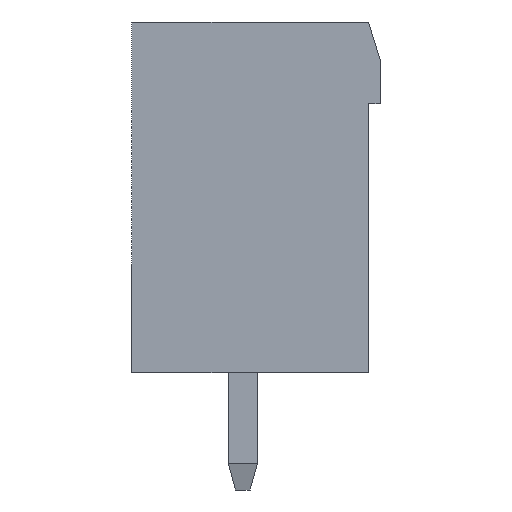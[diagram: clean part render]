
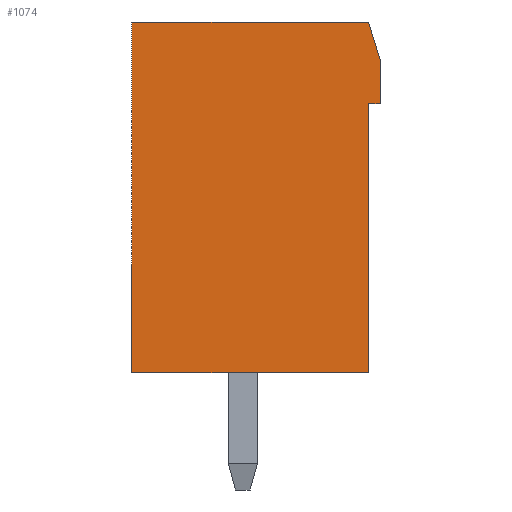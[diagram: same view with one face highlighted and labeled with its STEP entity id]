
A CAD part, left-side view. The second image highlights one B-rep face of the part: STEP entity #1074.
In plain terms, the highlighted planar face has unit normal (-1, 0, 0).
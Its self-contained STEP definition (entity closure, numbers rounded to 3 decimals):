
#1074 = ADVANCED_FACE( '', ( #2311 ), #2312, .T. );
#2311 = FACE_OUTER_BOUND( '', #3751, .T. );
#2312 = PLANE( '', #3752 );
#3751 = EDGE_LOOP( '', ( #6487, #6488, #6489, #6490, #6491, #6492, #6493 ) );
#3752 = AXIS2_PLACEMENT_3D( '', #6494, #6495, #6496 );
#6487 = ORIENTED_EDGE( '', *, *, #9984, .T. );
#6488 = ORIENTED_EDGE( '', *, *, #9985, .T. );
#6489 = ORIENTED_EDGE( '', *, *, #9986, .T. );
#6490 = ORIENTED_EDGE( '', *, *, #9601, .T. );
#6491 = ORIENTED_EDGE( '', *, *, #9987, .T. );
#6492 = ORIENTED_EDGE( '', *, *, #9988, .T. );
#6493 = ORIENTED_EDGE( '', *, *, #9989, .T. );
#6494 = CARTESIAN_POINT( '', ( -34.02, 0., 0. ) );
#6495 = DIRECTION( '', ( -1., 0., 0. ) );
#6496 = DIRECTION( '', ( 0., 0., 1. ) );
#9601 = EDGE_CURVE( '', #11856, #11854, #11857, .T. );
#9984 = EDGE_CURVE( '', #12427, #12428, #12429, .T. );
#9985 = EDGE_CURVE( '', #12428, #12430, #12431, .T. );
#9986 = EDGE_CURVE( '', #12430, #11856, #12432, .T. );
#9987 = EDGE_CURVE( '', #11854, #12433, #12434, .T. );
#9988 = EDGE_CURVE( '', #12433, #12435, #12436, .T. );
#9989 = EDGE_CURVE( '', #12435, #12427, #12437, .T. );
#11854 = VERTEX_POINT( '', #14985 );
#11856 = VERTEX_POINT( '', #14988 );
#11857 = LINE( '', #14989, #14990 );
#12427 = VERTEX_POINT( '', #15831 );
#12428 = VERTEX_POINT( '', #15832 );
#12429 = LINE( '', #15833, #15834 );
#12430 = VERTEX_POINT( '', #15835 );
#12431 = LINE( '', #15836, #15837 );
#12432 = LINE( '', #15838, #15839 );
#12433 = VERTEX_POINT( '', #15840 );
#12434 = LINE( '', #15841, #15842 );
#12435 = VERTEX_POINT( '', #15843 );
#12436 = LINE( '', #15844, #15845 );
#12437 = LINE( '', #15846, #15847 );
#14985 = CARTESIAN_POINT( '', ( -34.02, -4.05, -6. ) );
#14988 = CARTESIAN_POINT( '', ( -34.02, 4.05, -6. ) );
#14989 = CARTESIAN_POINT( '', ( -34.02, 4.05, -6. ) );
#14990 = VECTOR( '', #17730, 1000. );
#15831 = CARTESIAN_POINT( '', ( -34.02, -4.45, 4.7 ) );
#15832 = CARTESIAN_POINT( '', ( -34.02, -4.05, 6. ) );
#15833 = CARTESIAN_POINT( '', ( -34.02, -4.45, 4.7 ) );
#15834 = VECTOR( '', #18059, 1000. );
#15835 = CARTESIAN_POINT( '', ( -34.02, 4.05, 6. ) );
#15836 = CARTESIAN_POINT( '', ( -34.02, -4.05, 6. ) );
#15837 = VECTOR( '', #18060, 1000. );
#15838 = CARTESIAN_POINT( '', ( -34.02, 4.05, 6. ) );
#15839 = VECTOR( '', #18061, 1000. );
#15840 = CARTESIAN_POINT( '', ( -34.02, -4.05, 3.2 ) );
#15841 = CARTESIAN_POINT( '', ( -34.02, -4.05, -6. ) );
#15842 = VECTOR( '', #18062, 1000. );
#15843 = CARTESIAN_POINT( '', ( -34.02, -4.45, 3.2 ) );
#15844 = CARTESIAN_POINT( '', ( -34.02, -4.05, 3.2 ) );
#15845 = VECTOR( '', #18063, 1000. );
#15846 = CARTESIAN_POINT( '', ( -34.02, -4.45, 3.2 ) );
#15847 = VECTOR( '', #18064, 1000. );
#17730 = DIRECTION( '', ( 0., -1., 0. ) );
#18059 = DIRECTION( '', ( 0., 0.294, 0.956 ) );
#18060 = DIRECTION( '', ( 0., 1., 0. ) );
#18061 = DIRECTION( '', ( 0., 0., -1. ) );
#18062 = DIRECTION( '', ( 0., 0., 1. ) );
#18063 = DIRECTION( '', ( 0., -1., 0. ) );
#18064 = DIRECTION( '', ( 0., 0., 1. ) );
